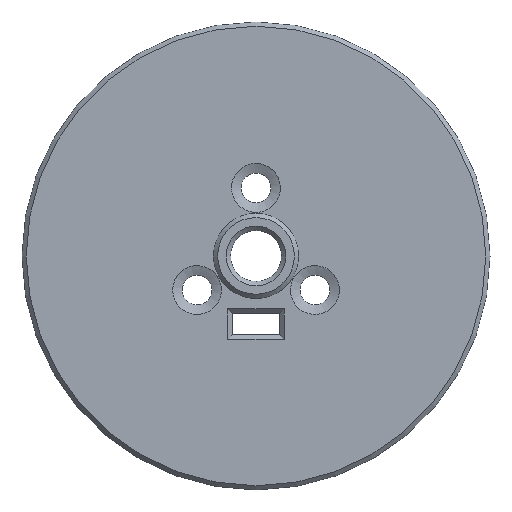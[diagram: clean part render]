
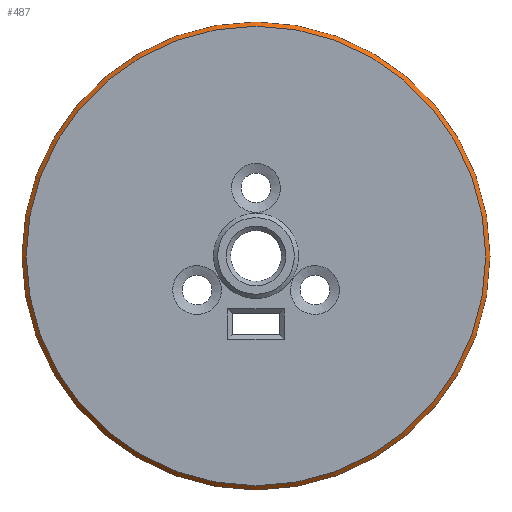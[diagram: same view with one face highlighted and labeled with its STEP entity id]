
A CAD part, top view. The second image highlights one B-rep face of the part: STEP entity #487.
In plain terms, the highlighted conical face has half-angle 45 degrees and reference radius 27 mm.
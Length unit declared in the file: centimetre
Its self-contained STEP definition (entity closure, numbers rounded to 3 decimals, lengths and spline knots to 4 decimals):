
#106=CONICAL_SURFACE('',#524,2.7,0.785);
#129=CIRCLE('',#514,2.7);
#139=CIRCLE('',#525,2.75);
#167=VERTEX_POINT('',#800);
#179=VERTEX_POINT('',#1309);
#261=EDGE_CURVE('',#167,#167,#129,.T.);
#276=EDGE_CURVE('',#179,#179,#139,.T.);
#356=ORIENTED_EDGE('',*,*,#261,.T.);
#357=ORIENTED_EDGE('',*,*,#276,.F.);
#407=EDGE_LOOP('',(#356));
#408=EDGE_LOOP('',(#357));
#452=FACE_BOUND('',#407,.T.);
#453=FACE_BOUND('',#408,.T.);
#487=ADVANCED_FACE('',(#452,#453),#106,.T.);
#514=AXIS2_PLACEMENT_3D('',#799,#583,#584);
#524=AXIS2_PLACEMENT_3D('',#1307,#606,#607);
#525=AXIS2_PLACEMENT_3D('',#1308,#608,#609);
#583=DIRECTION('',(0.,0.,-1.));
#584=DIRECTION('',(-2.7,0.,0.));
#606=DIRECTION('',(0.,0.,-1.));
#607=DIRECTION('',(-2.7,0.,0.));
#608=DIRECTION('',(0.,0.,-1.));
#609=DIRECTION('',(-2.75,0.,0.));
#799=CARTESIAN_POINT('',(0.,0.,0.1));
#800=CARTESIAN_POINT('',(2.7,0.,0.1));
#1307=CARTESIAN_POINT('',(0.,0.,0.1));
#1308=CARTESIAN_POINT('',(0.,0.,0.05));
#1309=CARTESIAN_POINT('',(2.75,0.,0.05));
